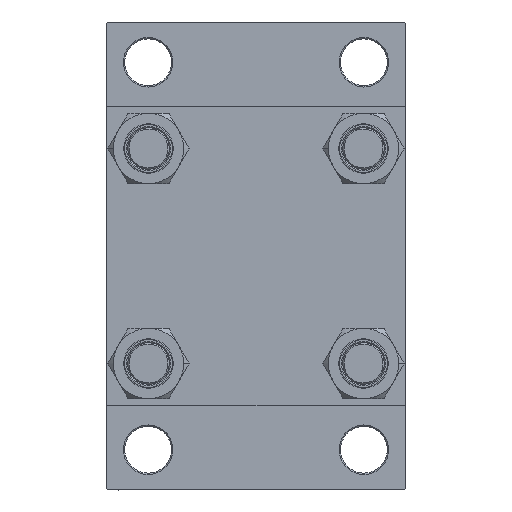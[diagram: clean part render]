
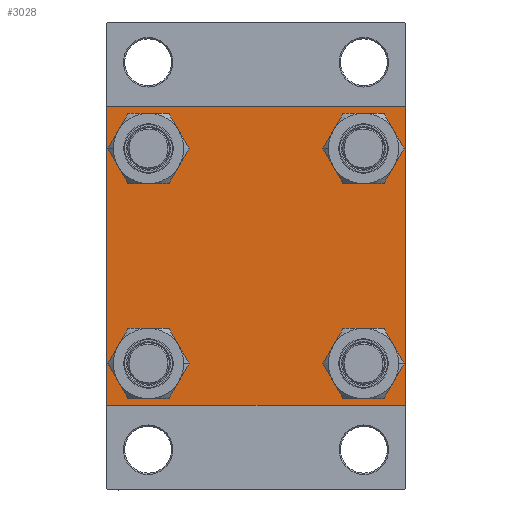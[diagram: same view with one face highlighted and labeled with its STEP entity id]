
A CAD part, left-side view. The second image highlights one B-rep face of the part: STEP entity #3028.
In plain terms, the highlighted planar face has unit normal (-1, 0, 0).
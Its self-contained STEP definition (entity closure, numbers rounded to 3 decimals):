
#42 = CIRCLE ( 'NONE', #30197, 8.5 ) ;
#107 = LINE ( 'NONE', #11961, #31740 ) ;
#850 = VERTEX_POINT ( 'NONE', #29591 ) ;
#1840 = VERTEX_POINT ( 'NONE', #9278 ) ;
#2141 = EDGE_CURVE ( 'NONE', #47363, #32233, #19826, .T. ) ;
#3028 = ADVANCED_FACE ( 'NONE', ( #6851, #21352, #14118, #28653, #21595 ), #3215, .T. ) ;
#3215 = PLANE ( 'NONE',  #12141 ) ;
#3604 = EDGE_LOOP ( 'NONE', ( #17561, #41842 ) ) ;
#3975 = DIRECTION ( 'NONE',  ( 0., 0.707, 0.707 ) ) ;
#4173 = ORIENTED_EDGE ( 'NONE', *, *, #28830, .T. ) ;
#4397 = ORIENTED_EDGE ( 'NONE', *, *, #36837, .F. ) ;
#4794 = ORIENTED_EDGE ( 'NONE', *, *, #27399, .T. ) ;
#5449 = EDGE_LOOP ( 'NONE', ( #17647, #28893 ) ) ;
#6028 = EDGE_CURVE ( 'NONE', #6527, #850, #29107, .T. ) ;
#6467 = VECTOR ( 'NONE', #16491, 1000. ) ;
#6527 = VERTEX_POINT ( 'NONE', #30211 ) ;
#6577 = CARTESIAN_POINT ( 'NONE',  ( 0., -41.35, -49.85 ) ) ;
#6851 = FACE_BOUND ( 'NONE', #44644, .T. ) ;
#6860 = VECTOR ( 'NONE', #35532, 1000. ) ;
#7469 = CARTESIAN_POINT ( 'NONE',  ( 0., 57.5, -57.5 ) ) ;
#9278 = CARTESIAN_POINT ( 'NONE',  ( 0., -41.35, -32.85 ) ) ;
#9843 = DIRECTION ( 'NONE',  ( 1., 0., 0. ) ) ;
#9892 = LINE ( 'NONE', #43319, #45156 ) ;
#10134 = DIRECTION ( 'NONE',  ( 0., 0., -1. ) ) ;
#10363 = CARTESIAN_POINT ( 'NONE',  ( 0., -41.35, 41.35 ) ) ;
#10481 = LINE ( 'NONE', #25962, #46566 ) ;
#11035 = EDGE_CURVE ( 'NONE', #42537, #25098, #46305, .T. ) ;
#11081 = DIRECTION ( 'NONE',  ( 1., 0., 0. ) ) ;
#11722 = DIRECTION ( 'NONE',  ( 1., 0., 0. ) ) ;
#11961 = CARTESIAN_POINT ( 'NONE',  ( 0., 57.5, 57.5 ) ) ;
#12141 = AXIS2_PLACEMENT_3D ( 'NONE', #17497, #32766, #24765 ) ;
#12561 = EDGE_CURVE ( 'NONE', #32233, #47363, #43275, .T. ) ;
#12974 = CARTESIAN_POINT ( 'NONE',  ( 0., -57.5, 57.5 ) ) ;
#13720 = CARTESIAN_POINT ( 'NONE',  ( 0., 57.25, -57.25 ) ) ;
#13937 = VERTEX_POINT ( 'NONE', #14729 ) ;
#14118 = FACE_BOUND ( 'NONE', #14326, .T. ) ;
#14326 = EDGE_LOOP ( 'NONE', ( #21733, #26859 ) ) ;
#14351 = EDGE_LOOP ( 'NONE', ( #4794, #4173, #41701, #34651, #22363, #27328, #4397, #41826 ) ) ;
#14729 = CARTESIAN_POINT ( 'NONE',  ( 0., 57., 57.5 ) ) ;
#15927 = EDGE_CURVE ( 'NONE', #850, #6527, #45675, .T. ) ;
#16491 = DIRECTION ( 'NONE',  ( 0., -0.707, 0.707 ) ) ;
#17109 = CARTESIAN_POINT ( 'NONE',  ( 0., 41.35, -49.85 ) ) ;
#17116 = CARTESIAN_POINT ( 'NONE',  ( 0., -41.35, -41.35 ) ) ;
#17382 = CARTESIAN_POINT ( 'NONE',  ( 0., 41.35, -41.35 ) ) ;
#17497 = CARTESIAN_POINT ( 'NONE',  ( 0., 0., 0. ) ) ;
#17561 = ORIENTED_EDGE ( 'NONE', *, *, #24234, .T. ) ;
#17647 = ORIENTED_EDGE ( 'NONE', *, *, #35948, .T. ) ;
#18438 = DIRECTION ( 'NONE',  ( 0., 0.707, -0.707 ) ) ;
#19202 = DIRECTION ( 'NONE',  ( 0., -1., 0. ) ) ;
#19204 = CARTESIAN_POINT ( 'NONE',  ( 0., 41.35, 41.35 ) ) ;
#19472 = VERTEX_POINT ( 'NONE', #23699 ) ;
#19494 = CARTESIAN_POINT ( 'NONE',  ( 0., 41.35, 49.85 ) ) ;
#19826 = CIRCLE ( 'NONE', #46922, 8.5 ) ;
#20341 = CARTESIAN_POINT ( 'NONE',  ( 0., -57.25, -57.25 ) ) ;
#20761 = AXIS2_PLACEMENT_3D ( 'NONE', #17116, #9843, #47142 ) ;
#21244 = DIRECTION ( 'NONE',  ( 0., 0., 1. ) ) ;
#21352 = FACE_BOUND ( 'NONE', #3604, .T. ) ;
#21595 = FACE_OUTER_BOUND ( 'NONE', #14351, .T. ) ;
#21733 = ORIENTED_EDGE ( 'NONE', *, *, #2141, .T. ) ;
#22127 = EDGE_CURVE ( 'NONE', #13937, #19472, #10481, .T. ) ;
#22363 = ORIENTED_EDGE ( 'NONE', *, *, #46886, .F. ) ;
#22782 = DIRECTION ( 'NONE',  ( 1., 0., 0. ) ) ;
#23132 = AXIS2_PLACEMENT_3D ( 'NONE', #17382, #11081, #29248 ) ;
#23699 = CARTESIAN_POINT ( 'NONE',  ( 0., 57.5, 57. ) ) ;
#24234 = EDGE_CURVE ( 'NONE', #1840, #34304, #34229, .T. ) ;
#24765 = DIRECTION ( 'NONE',  ( 0., 0., 1. ) ) ;
#24852 = CARTESIAN_POINT ( 'NONE',  ( 0., 57.5, -57. ) ) ;
#25098 = VERTEX_POINT ( 'NONE', #19494 ) ;
#25129 = DIRECTION ( 'NONE',  ( 1., 0., 0. ) ) ;
#25440 = DIRECTION ( 'NONE',  ( 0., 0., 1. ) ) ;
#25962 = CARTESIAN_POINT ( 'NONE',  ( 0., 57.25, 57.25 ) ) ;
#26316 = DIRECTION ( 'NONE',  ( 1., 0., 0. ) ) ;
#26484 = VECTOR ( 'NONE', #3975, 1000. ) ;
#26560 = CARTESIAN_POINT ( 'NONE',  ( 0., -41.35, 41.35 ) ) ;
#26859 = ORIENTED_EDGE ( 'NONE', *, *, #12561, .T. ) ;
#27328 = ORIENTED_EDGE ( 'NONE', *, *, #40128, .T. ) ;
#27399 = EDGE_CURVE ( 'NONE', #19472, #45240, #9892, .T. ) ;
#27744 = DIRECTION ( 'NONE',  ( 0., 0., -1. ) ) ;
#28112 = CARTESIAN_POINT ( 'NONE',  ( 0., 57., -57.5 ) ) ;
#28163 = ORIENTED_EDGE ( 'NONE', *, *, #15927, .T. ) ;
#28625 = ORIENTED_EDGE ( 'NONE', *, *, #6028, .T. ) ;
#28653 = FACE_BOUND ( 'NONE', #5449, .T. ) ;
#28830 = EDGE_CURVE ( 'NONE', #45240, #44869, #43268, .T. ) ;
#28868 = EDGE_CURVE ( 'NONE', #34304, #1840, #33935, .T. ) ;
#28893 = ORIENTED_EDGE ( 'NONE', *, *, #11035, .T. ) ;
#29107 = CIRCLE ( 'NONE', #42260, 8.5 ) ;
#29248 = DIRECTION ( 'NONE',  ( 0., 0., 1. ) ) ;
#29591 = CARTESIAN_POINT ( 'NONE',  ( 0., -41.35, 32.85 ) ) ;
#29762 = DIRECTION ( 'NONE',  ( 0., -1., 0. ) ) ;
#29775 = VECTOR ( 'NONE', #27744, 1000. ) ;
#29813 = CARTESIAN_POINT ( 'NONE',  ( 0., 41.35, 41.35 ) ) ;
#30197 = AXIS2_PLACEMENT_3D ( 'NONE', #19204, #11722, #45153 ) ;
#30211 = CARTESIAN_POINT ( 'NONE',  ( 0., -41.35, 49.85 ) ) ;
#31740 = VECTOR ( 'NONE', #19202, 1000. ) ;
#32233 = VERTEX_POINT ( 'NONE', #17109 ) ;
#32766 = DIRECTION ( 'NONE',  ( -1., 0., 0. ) ) ;
#32863 = VERTEX_POINT ( 'NONE', #39054 ) ;
#33157 = VERTEX_POINT ( 'NONE', #46678 ) ;
#33650 = VECTOR ( 'NONE', #29762, 1000. ) ;
#33935 = CIRCLE ( 'NONE', #20761, 8.5 ) ;
#34229 = CIRCLE ( 'NONE', #36570, 8.5 ) ;
#34304 = VERTEX_POINT ( 'NONE', #6577 ) ;
#34426 = LINE ( 'NONE', #20341, #6467 ) ;
#34651 = ORIENTED_EDGE ( 'NONE', *, *, #43946, .T. ) ;
#35514 = VERTEX_POINT ( 'NONE', #36078 ) ;
#35532 = DIRECTION ( 'NONE',  ( 0., -0.707, -0.707 ) ) ;
#35948 = EDGE_CURVE ( 'NONE', #25098, #42537, #42, .T. ) ;
#36078 = CARTESIAN_POINT ( 'NONE',  ( 0., -57.5, 57. ) ) ;
#36366 = AXIS2_PLACEMENT_3D ( 'NONE', #10363, #25129, #21244 ) ;
#36570 = AXIS2_PLACEMENT_3D ( 'NONE', #45551, #40943, #44599 ) ;
#36620 = CARTESIAN_POINT ( 'NONE',  ( 0., 41.35, -32.85 ) ) ;
#36837 = EDGE_CURVE ( 'NONE', #13937, #33157, #107, .T. ) ;
#36996 = DIRECTION ( 'NONE',  ( 0., 0., 1. ) ) ;
#37074 = DIRECTION ( 'NONE',  ( 1., 0., 0. ) ) ;
#39054 = CARTESIAN_POINT ( 'NONE',  ( 0., -57., -57.5 ) ) ;
#40128 = EDGE_CURVE ( 'NONE', #35514, #33157, #47593, .T. ) ;
#40724 = VERTEX_POINT ( 'NONE', #41096 ) ;
#40943 = DIRECTION ( 'NONE',  ( 1., 0., 0. ) ) ;
#41096 = CARTESIAN_POINT ( 'NONE',  ( 0., -57.5, -57. ) ) ;
#41701 = ORIENTED_EDGE ( 'NONE', *, *, #46381, .T. ) ;
#41826 = ORIENTED_EDGE ( 'NONE', *, *, #22127, .T. ) ;
#41842 = ORIENTED_EDGE ( 'NONE', *, *, #28868, .T. ) ;
#42260 = AXIS2_PLACEMENT_3D ( 'NONE', #26560, #26316, #36996 ) ;
#42537 = VERTEX_POINT ( 'NONE', #44184 ) ;
#43183 = CARTESIAN_POINT ( 'NONE',  ( 0., 41.35, -41.35 ) ) ;
#43268 = LINE ( 'NONE', #13720, #6860 ) ;
#43275 = CIRCLE ( 'NONE', #23132, 8.5 ) ;
#43319 = CARTESIAN_POINT ( 'NONE',  ( 0., 57.5, 57.5 ) ) ;
#43946 = EDGE_CURVE ( 'NONE', #32863, #40724, #34426, .T. ) ;
#44184 = CARTESIAN_POINT ( 'NONE',  ( 0., 41.35, 32.85 ) ) ;
#44385 = DIRECTION ( 'NONE',  ( 0., 0., 1. ) ) ;
#44599 = DIRECTION ( 'NONE',  ( 0., 0., 1. ) ) ;
#44644 = EDGE_LOOP ( 'NONE', ( #28625, #28163 ) ) ;
#44869 = VERTEX_POINT ( 'NONE', #28112 ) ;
#45153 = DIRECTION ( 'NONE',  ( 0., 0., 1. ) ) ;
#45156 = VECTOR ( 'NONE', #10134, 1000. ) ;
#45240 = VERTEX_POINT ( 'NONE', #24852 ) ;
#45267 = LINE ( 'NONE', #7469, #33650 ) ;
#45546 = AXIS2_PLACEMENT_3D ( 'NONE', #29813, #37074, #25440 ) ;
#45551 = CARTESIAN_POINT ( 'NONE',  ( 0., -41.35, -41.35 ) ) ;
#45675 = CIRCLE ( 'NONE', #36366, 8.5 ) ;
#46159 = LINE ( 'NONE', #12974, #29775 ) ;
#46305 = CIRCLE ( 'NONE', #45546, 8.5 ) ;
#46381 = EDGE_CURVE ( 'NONE', #44869, #32863, #45267, .T. ) ;
#46566 = VECTOR ( 'NONE', #18438, 1000. ) ;
#46678 = CARTESIAN_POINT ( 'NONE',  ( 0., -57., 57.5 ) ) ;
#46886 = EDGE_CURVE ( 'NONE', #35514, #40724, #46159, .T. ) ;
#46922 = AXIS2_PLACEMENT_3D ( 'NONE', #43183, #22782, #44385 ) ;
#47142 = DIRECTION ( 'NONE',  ( 0., 0., 1. ) ) ;
#47363 = VERTEX_POINT ( 'NONE', #36620 ) ;
#47593 = LINE ( 'NONE', #47822, #26484 ) ;
#47822 = CARTESIAN_POINT ( 'NONE',  ( 0., -57.25, 57.25 ) ) ;
